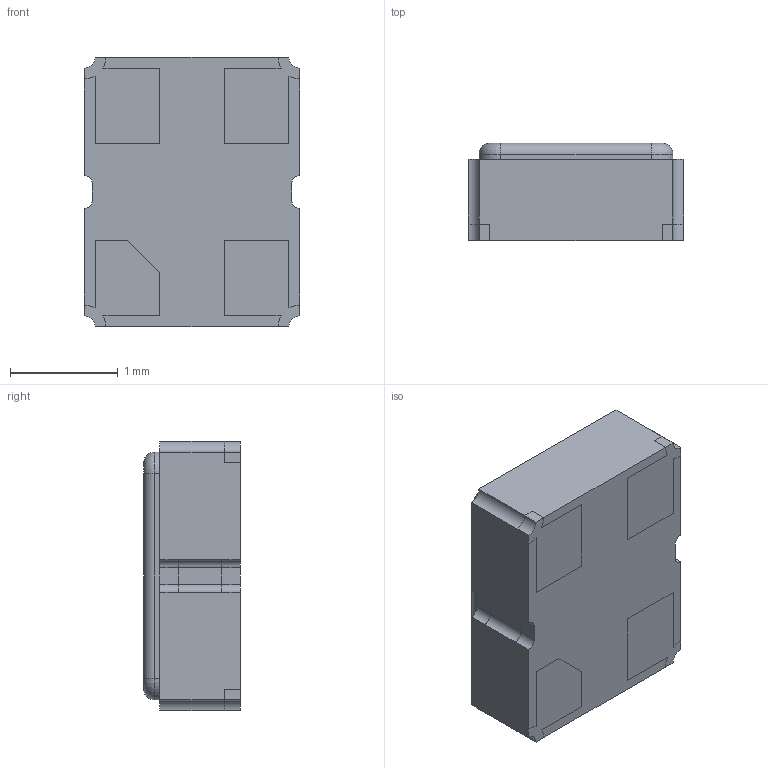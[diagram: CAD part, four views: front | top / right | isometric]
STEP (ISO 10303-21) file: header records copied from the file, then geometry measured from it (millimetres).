
FILE_DESCRIPTION (( 'STEP AP214' ), '1' );
FILE_NAME ('SG-210STF 50.0000ML3.STEP', '2023-07-31T03:32:15', ( '' ), ( '' ), 'SwSTEP 2.0', 'SolidWorks 2021', '' );
FILE_SCHEMA (( 'AUTOMOTIVE_DESIGN' ));
Length unit declared in the file: millimetre
Products named in the file (2): SG-210STF 50.0000ML3_SG-210STF 50.0000ML3; SG-210STF 50.0000ML3
Assembly tree (1 placements, depth 2):
  SG-210STF 50.0000ML3
    SG-210STF 50.0000ML3_SG-210STF 50.0000ML3
Bounding box: 2 x 0.9 x 2.5 mm (x, y, z)
Volume: 4.3 mm3; surface area: 33.6 mm2
Topology: 9 solids, 9 shells, 149 faces, 374 edges, 244 vertices
Faces by surface type: plane 97, cylinder 48, torus 4
Entity records: 4578 total; most frequent: DIRECTION 780, CARTESIAN_POINT 771, ORIENTED_EDGE 748, EDGE_CURVE 374, VECTOR 274, LINE 274, AXIS2_PLACEMENT_3D 253, VERTEX_POINT 244
